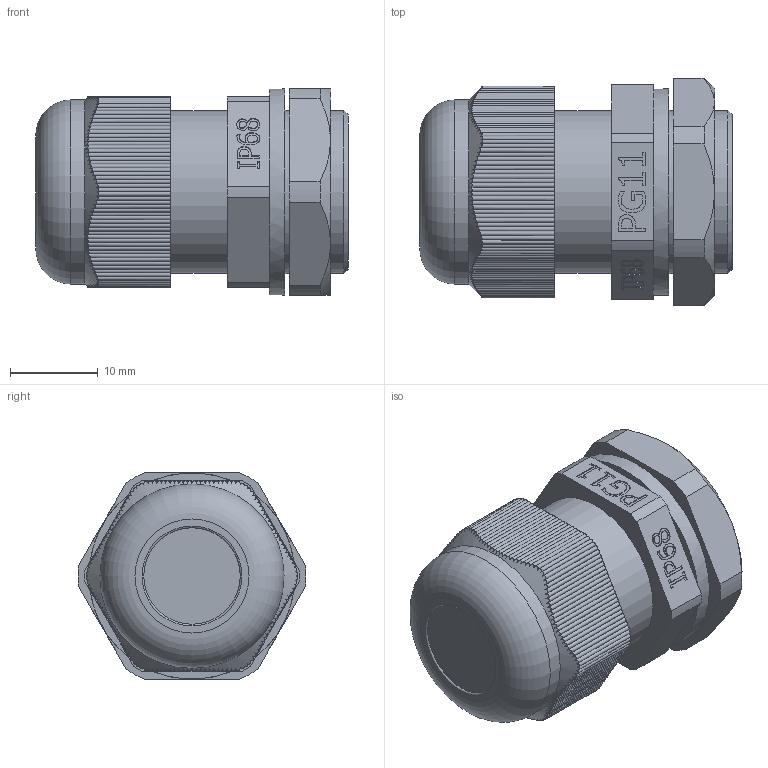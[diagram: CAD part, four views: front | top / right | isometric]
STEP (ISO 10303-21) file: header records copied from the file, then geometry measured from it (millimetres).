
FILE_DESCRIPTION(/* description */ ('','CAx-IF Rec.Pracs.---Representation and Presentation of Product Manufacturing Information (PMI)---4.0---2014-10-13'),/* implementation_level */ '2;1');
FILE_NAME(/* name */ 'ЗЭТАРУС PG11 (5-10 мм) - пластик.stp',/* time_stamp */ '2022-12-26T13:16:56+07:00',/* author */ ('zeta-09'),/* organization */ (''),/* preprocessor_version */ 'ST-DEVELOPER v18.1',/* originating_system */ 'Autodesk Inventor 2021',/* authorisation */ '');
FILE_SCHEMA (('AP242_MANAGED_MODEL_BASED_3D_ENGINEERING_MIM_LF { 1 0 10303 442 1 1 4 }'));
Length unit declared in the file: millimetre
Products named in the file (1): Деталь2
Bounding box: 35.6 x 25.99 x 23.6 mm (x, y, z)
Volume: 11886 mm3; surface area: 4877.3 mm2
Topology: 1 solids, 3 shells, 457 faces, 1399 edges, 975 vertices
Faces by surface type: plane 176, cylinder 167, bspline 103, cone 9, torus 2
Full cylindrical faces by diameter (mm): 13.9 x1, 18.5 x1, 18.6 x2, 21 x1, 23.5 x1
Entity records: 20064 total; most frequent: CARTESIAN_POINT 7950, ORIENTED_EDGE 2796, DIRECTION 1850, EDGE_CURVE 1399, VERTEX_POINT 975, LINE 672, VECTOR 672, AXIS2_PLACEMENT_3D 589
